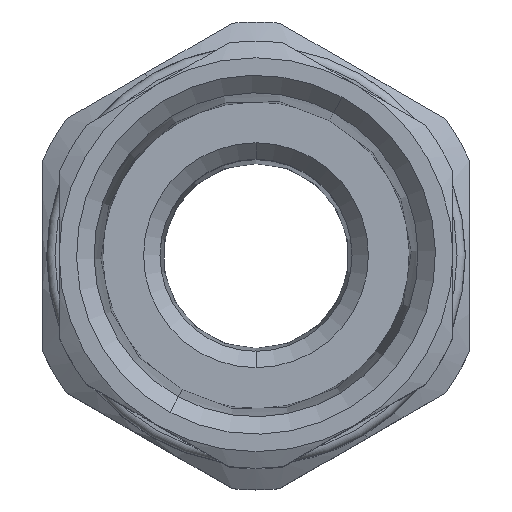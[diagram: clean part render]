
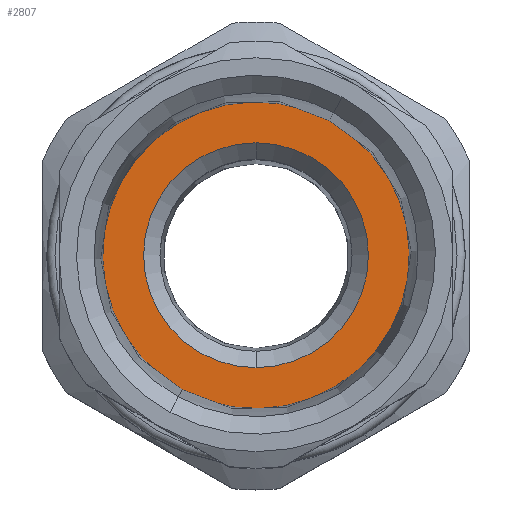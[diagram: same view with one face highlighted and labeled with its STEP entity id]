
A CAD part, top view. The second image highlights one B-rep face of the part: STEP entity #2807.
In plain terms, the highlighted planar face has unit normal (0, 0, 1).
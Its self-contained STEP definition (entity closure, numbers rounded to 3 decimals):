
#2712=AXIS2_PLACEMENT_3D('Circle Axis2P3D',#2710,#2711,$) ;
#2736=AXIS2_PLACEMENT_3D('Circle Axis2P3D',#2734,#2735,$) ;
#2783=AXIS2_PLACEMENT_3D('Plane Axis2P3D',#2780,#2781,#2782) ;
#2791=AXIS2_PLACEMENT_3D('Circle Axis2P3D',#2789,#2790,$) ;
#2800=AXIS2_PLACEMENT_3D('Circle Axis2P3D',#2798,#2799,$) ;
#2707=CARTESIAN_POINT('Vertex',(17.478,22.447,49.75)) ;
#2710=CARTESIAN_POINT('Axis2P3D Location',(13.,14.25,49.75)) ;
#2714=CARTESIAN_POINT('Vertex',(8.522,6.053,49.75)) ;
#2734=CARTESIAN_POINT('Axis2P3D Location',(13.,14.25,49.75)) ;
#2780=CARTESIAN_POINT('Axis2P3D Location',(13.,14.25,49.75)) ;
#2789=CARTESIAN_POINT('Axis2P3D Location',(13.,14.25,49.75)) ;
#2793=CARTESIAN_POINT('Vertex',(13.,21.1,49.75)) ;
#2795=CARTESIAN_POINT('Vertex',(13.,7.4,49.75)) ;
#2798=CARTESIAN_POINT('Axis2P3D Location',(13.,14.25,49.75)) ;
#2711=DIRECTION('Axis2P3D Direction',(0.,0.,1.)) ;
#2735=DIRECTION('Axis2P3D Direction',(0.,0.,1.)) ;
#2781=DIRECTION('Axis2P3D Direction',(0.,0.,-1.)) ;
#2782=DIRECTION('Axis2P3D XDirection',(0.,1.,0.)) ;
#2790=DIRECTION('Axis2P3D Direction',(0.,0.,-1.)) ;
#2799=DIRECTION('Axis2P3D Direction',(0.,0.,-1.)) ;
#2786=ORIENTED_EDGE('',*,*,#2738,.F.) ;
#2787=ORIENTED_EDGE('',*,*,#2716,.F.) ;
#2804=ORIENTED_EDGE('',*,*,#2797,.T.) ;
#2805=ORIENTED_EDGE('',*,*,#2802,.T.) ;
#2806=FACE_BOUND('',#2803,.T.) ;
#2807=ADVANCED_FACE('Body',(#2788,#2806),#2784,.F.) ;
#2713=CIRCLE('generated circle',#2712,9.341) ;
#2737=CIRCLE('generated circle',#2736,9.341) ;
#2792=CIRCLE('generated circle',#2791,6.85) ;
#2801=CIRCLE('generated circle',#2800,6.85) ;
#2716=EDGE_CURVE('',#2708,#2715,#2713,.F.) ;
#2738=EDGE_CURVE('',#2715,#2708,#2737,.F.) ;
#2797=EDGE_CURVE('',#2794,#2796,#2792,.T.) ;
#2802=EDGE_CURVE('',#2796,#2794,#2801,.T.) ;
#2785=EDGE_LOOP('',(#2786,#2787)) ;
#2803=EDGE_LOOP('',(#2804,#2805)) ;
#2788=FACE_OUTER_BOUND('',#2785,.T.) ;
#2784=PLANE('',#2783) ;
#2708=VERTEX_POINT('',#2707) ;
#2715=VERTEX_POINT('',#2714) ;
#2794=VERTEX_POINT('',#2793) ;
#2796=VERTEX_POINT('',#2795) ;
